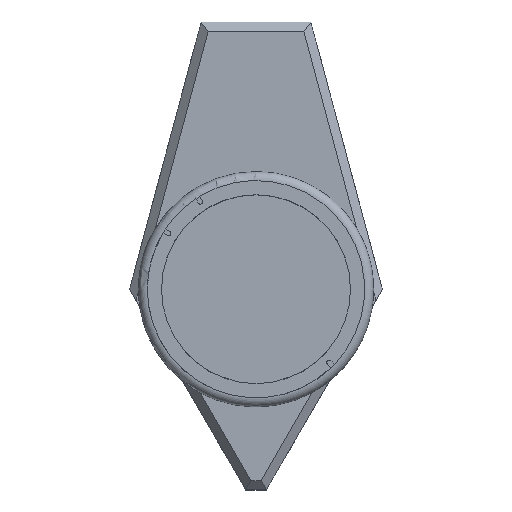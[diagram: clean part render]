
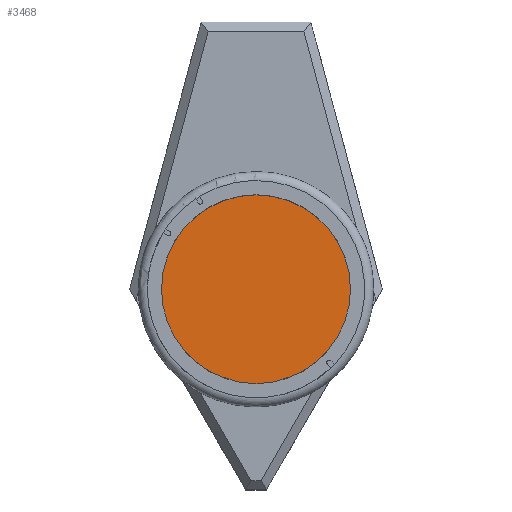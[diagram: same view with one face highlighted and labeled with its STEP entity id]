
A CAD part, top view. The second image highlights one B-rep face of the part: STEP entity #3468.
In plain terms, the highlighted planar face has unit normal (0, 0, 1).
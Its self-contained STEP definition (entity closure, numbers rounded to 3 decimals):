
#56=CIRCLE('',#3703,15.5);
#259=FACE_OUTER_BOUND('',#455,.T.);
#455=EDGE_LOOP('',(#3098));
#1649=VERTEX_POINT('',#5587);
#2133=EDGE_CURVE('',#1649,#1649,#56,.T.);
#3098=ORIENTED_EDGE('',*,*,#2133,.T.);
#3281=PLANE('',#3704);
#3468=ADVANCED_FACE('',(#259),#3281,.T.);
#3703=AXIS2_PLACEMENT_3D('',#5588,#4589,#4590);
#3704=AXIS2_PLACEMENT_3D('',#5590,#4592,#4593);
#4589=DIRECTION('center_axis',(0.,0.,1.));
#4590=DIRECTION('ref_axis',(1.,0.,0.));
#4592=DIRECTION('center_axis',(0.,0.,1.));
#4593=DIRECTION('ref_axis',(1.,0.,0.));
#5587=CARTESIAN_POINT('',(-22.836,-84.262,3.));
#5588=CARTESIAN_POINT('Origin',(-7.336,-84.262,3.));
#5590=CARTESIAN_POINT('Origin',(-7.336,-84.262,3.));
